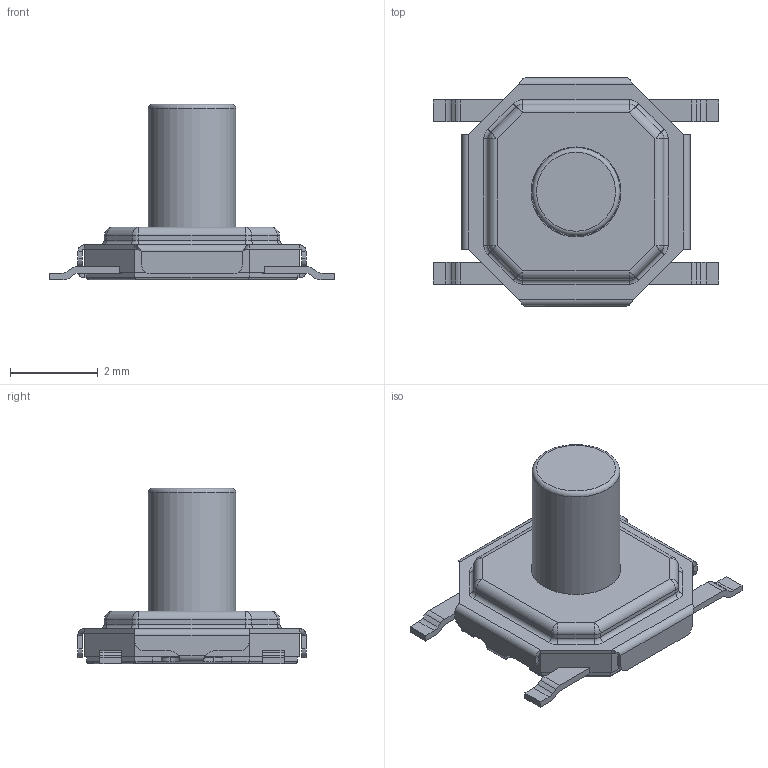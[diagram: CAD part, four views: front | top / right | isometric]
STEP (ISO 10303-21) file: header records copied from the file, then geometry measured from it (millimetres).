
FILE_DESCRIPTION(('STEP AP214'), '1');
FILE_NAME('Ts-1252_4.0', '2024-01-05T12:28:03', (''), (''), 'C3D Converter', 'C3D Toolkit', '');
FILE_SCHEMA(('AUTOMOTIVE_DESIGN { 1 0 10303 214 3 1 1}'));
Length unit declared in the file: millimetre
Bounding box: 6.5 x 5.2 x 4 mm (x, y, z)
Volume: 27.8 mm3; surface area: 144.7 mm2
Topology: 2 solids, 2 shells, 291 faces, 716 edges, 417 vertices
Faces by surface type: plane 132, cylinder 118, torus 17, sphere 16, bspline 8
Full cylindrical faces by diameter (mm): 2 x1, 2.05 x1
Entity records: 10629 total; most frequent: CARTESIAN_POINT 1954, DIRECTION 1426, ORIENTED_EDGE 1394, EDGE_CURVE 697, AXIS2_PLACEMENT_3D 481, LINE 464, VECTOR 464, VERTEX_POINT 417
